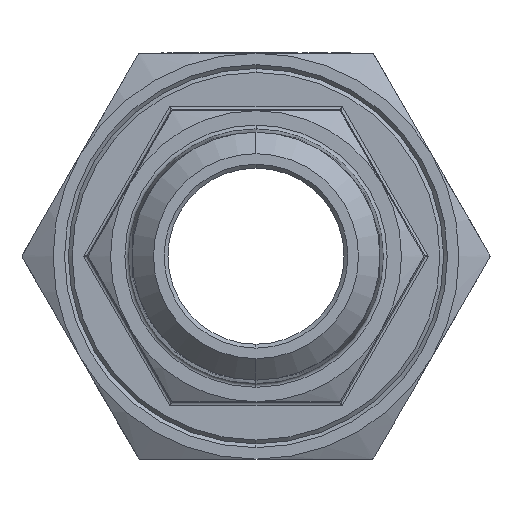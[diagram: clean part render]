
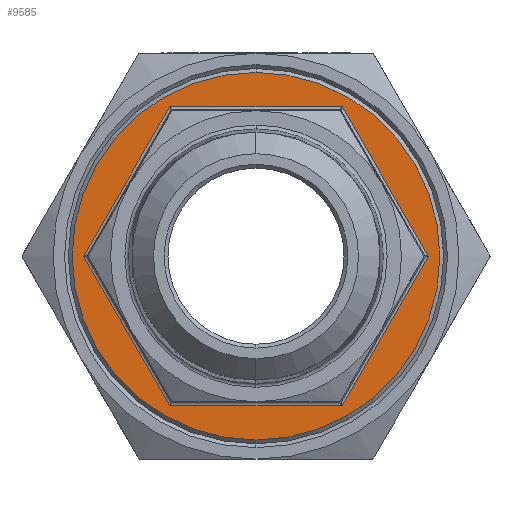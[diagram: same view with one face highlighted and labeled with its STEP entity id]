
A CAD part, left-side view. The second image highlights one B-rep face of the part: STEP entity #9585.
In plain terms, the highlighted planar face has unit normal (-1, 0, 0).
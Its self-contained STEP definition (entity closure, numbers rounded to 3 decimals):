
#903 = VERTEX_POINT ( 'NONE', #10050 ) ;
#1176 = DIRECTION ( 'NONE',  ( 0., 1., 0. ) ) ;
#1251 = ORIENTED_EDGE ( 'NONE', *, *, #4380, .F. ) ;
#1389 = AXIS2_PLACEMENT_3D ( 'NONE', #3831, #7541, #9853 ) ;
#1430 = EDGE_LOOP ( 'NONE', ( #13038, #11243, #4873, #12058, #1251, #14701 ) ) ;
#1831 = CARTESIAN_POINT ( 'NONE',  ( -9.05, -22.517, 0. ) ) ;
#2402 = VERTEX_POINT ( 'NONE', #4463 ) ;
#2576 = VERTEX_POINT ( 'NONE', #11397 ) ;
#2640 = CARTESIAN_POINT ( 'NONE',  ( -9.05, 0., 0. ) ) ;
#2923 = EDGE_CURVE ( 'NONE', #903, #4081, #9226, .T. ) ;
#3019 = LINE ( 'NONE', #5307, #12668 ) ;
#3496 = ORIENTED_EDGE ( 'NONE', *, *, #10843, .T. ) ;
#3521 = CIRCLE ( 'NONE', #1389, 24. ) ;
#3579 = FACE_BOUND ( 'NONE', #1430, .T. ) ;
#3831 = CARTESIAN_POINT ( 'NONE',  ( -9.05, 0., 0. ) ) ;
#4019 = EDGE_CURVE ( 'NONE', #15406, #2576, #3019, .T. ) ;
#4081 = VERTEX_POINT ( 'NONE', #5943 ) ;
#4322 = EDGE_LOOP ( 'NONE', ( #9280, #3496 ) ) ;
#4380 = EDGE_CURVE ( 'NONE', #15698, #15406, #11678, .T. ) ;
#4463 = CARTESIAN_POINT ( 'NONE',  ( -9.05, 0., -24. ) ) ;
#4516 = DIRECTION ( 'NONE',  ( 0., -0.5, -0.866 ) ) ;
#4873 = ORIENTED_EDGE ( 'NONE', *, *, #10607, .F. ) ;
#5037 = DIRECTION ( 'NONE',  ( 0., -0.5, 0.866 ) ) ;
#5307 = CARTESIAN_POINT ( 'NONE',  ( -9.05, -19.63, 5. ) ) ;
#5335 = CARTESIAN_POINT ( 'NONE',  ( -9.05, 11.258, -19.5 ) ) ;
#5440 = CARTESIAN_POINT ( 'NONE',  ( -9.05, 5.485, -19.5 ) ) ;
#5943 = CARTESIAN_POINT ( 'NONE',  ( -9.05, 22.517, 0. ) ) ;
#6131 = VECTOR ( 'NONE', #15168, 1000. ) ;
#6164 = VERTEX_POINT ( 'NONE', #8422 ) ;
#6362 = DIRECTION ( 'NONE',  ( -1., 0., 0. ) ) ;
#6727 = VECTOR ( 'NONE', #12141, 1000. ) ;
#7169 = VECTOR ( 'NONE', #7374, 1000. ) ;
#7318 = CARTESIAN_POINT ( 'NONE',  ( -9.05, -5.485, 19.5 ) ) ;
#7347 = PLANE ( 'NONE',  #15145 ) ;
#7374 = DIRECTION ( 'NONE',  ( 0., 1., 0. ) ) ;
#7406 = LINE ( 'NONE', #11886, #13009 ) ;
#7541 = DIRECTION ( 'NONE',  ( -1., 0., 0. ) ) ;
#8236 = EDGE_CURVE ( 'NONE', #6164, #2402, #14195, .T. ) ;
#8422 = CARTESIAN_POINT ( 'NONE',  ( -9.05, 0., 24. ) ) ;
#8847 = AXIS2_PLACEMENT_3D ( 'NONE', #2640, #6362, #11270 ) ;
#9226 = LINE ( 'NONE', #10804, #6727 ) ;
#9280 = ORIENTED_EDGE ( 'NONE', *, *, #8236, .T. ) ;
#9347 = EDGE_CURVE ( 'NONE', #4081, #11403, #7406, .T. ) ;
#9585 = ADVANCED_FACE ( 'NONE', ( #9726, #3579 ), #7347, .F. ) ;
#9726 = FACE_OUTER_BOUND ( 'NONE', #4322, .T. ) ;
#9853 = DIRECTION ( 'NONE',  ( 0., 0., 1. ) ) ;
#9948 = DIRECTION ( 'NONE',  ( 1., 0., 0. ) ) ;
#10050 = CARTESIAN_POINT ( 'NONE',  ( -9.05, 11.258, 19.5 ) ) ;
#10607 = EDGE_CURVE ( 'NONE', #2576, #903, #14676, .T. ) ;
#10804 = CARTESIAN_POINT ( 'NONE',  ( -9.05, 14.145, 14.5 ) ) ;
#10843 = EDGE_CURVE ( 'NONE', #2402, #6164, #3521, .T. ) ;
#11175 = CARTESIAN_POINT ( 'NONE',  ( -9.05, -14.145, -14.5 ) ) ;
#11243 = ORIENTED_EDGE ( 'NONE', *, *, #2923, .F. ) ;
#11270 = DIRECTION ( 'NONE',  ( 0., 0., 1. ) ) ;
#11397 = CARTESIAN_POINT ( 'NONE',  ( -9.05, -11.258, 19.5 ) ) ;
#11403 = VERTEX_POINT ( 'NONE', #5335 ) ;
#11678 = LINE ( 'NONE', #11175, #11882 ) ;
#11691 = EDGE_CURVE ( 'NONE', #11403, #15698, #12686, .T. ) ;
#11882 = VECTOR ( 'NONE', #5037, 1000. ) ;
#11886 = CARTESIAN_POINT ( 'NONE',  ( -9.05, 19.63, -5. ) ) ;
#12058 = ORIENTED_EDGE ( 'NONE', *, *, #4019, .F. ) ;
#12141 = DIRECTION ( 'NONE',  ( 0., 0.5, -0.866 ) ) ;
#12370 = CARTESIAN_POINT ( 'NONE',  ( -9.05, 0., 0. ) ) ;
#12644 = DIRECTION ( 'NONE',  ( 0., 0.5, 0.866 ) ) ;
#12668 = VECTOR ( 'NONE', #12644, 1000. ) ;
#12686 = LINE ( 'NONE', #5440, #6131 ) ;
#12711 = CARTESIAN_POINT ( 'NONE',  ( -9.05, -11.258, -19.5 ) ) ;
#13009 = VECTOR ( 'NONE', #4516, 1000. ) ;
#13038 = ORIENTED_EDGE ( 'NONE', *, *, #9347, .F. ) ;
#14195 = CIRCLE ( 'NONE', #8847, 24. ) ;
#14676 = LINE ( 'NONE', #7318, #7169 ) ;
#14701 = ORIENTED_EDGE ( 'NONE', *, *, #11691, .F. ) ;
#15145 = AXIS2_PLACEMENT_3D ( 'NONE', #12370, #9948, #1176 ) ;
#15168 = DIRECTION ( 'NONE',  ( 0., -1., 0. ) ) ;
#15406 = VERTEX_POINT ( 'NONE', #1831 ) ;
#15698 = VERTEX_POINT ( 'NONE', #12711 ) ;
